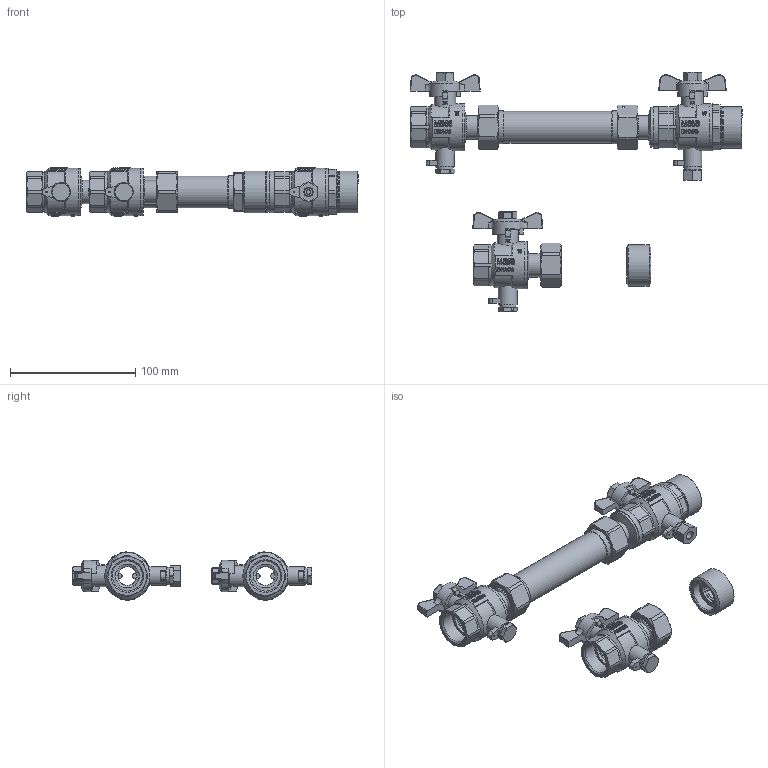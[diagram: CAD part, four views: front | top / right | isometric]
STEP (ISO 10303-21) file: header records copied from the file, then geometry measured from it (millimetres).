
FILE_DESCRIPTION(/* description */ ('Unknown'),/* implementation_level */ '2;1');
FILE_NAME(/* name */ '80230030',/* time_stamp */ '2023-07-12T12:00:08+02:00',/* author */ ('Unknown'),/* organization */ ('Unknown'),/* preprocessor_version */ 'ST-DEVELOPER v18.102',/* originating_system */ 'Solid Edge',/* authorisation */ 'Unknown');
FILE_SCHEMA (('AUTOMOTIVE_DESIGN {1 0 10303 214 3 1 1}'));
Length unit declared in the file: millimetre
Products named in the file (52): 80230030; nippel-110-red; 722-55; 722-55-Einschraubteil-co; Einschraubteil; 97000077_24x15x2 - 3_4; sperring; Überwurfmutter_3_4; B1; F-griff.1; M8-1_2-3_4.1; Kvrper-co; Körper_; Dichtung_0; Kugel; Kugeldichtung; Schtaube; Spindel-co; Stopfbuchse; Spindel; Spindeldichtung; 725_55; StoppRing; Speerring; Dichtung; Stütze; Überwurfmutter; O-Ring; 711-56_Adapter f黵 Kapilarleitung; 711-56-Einschraubteil; dichtung; 711-Spindel; spindeldichtung; o-ring; stopfbuchse; Adapter f. Kapilarleitung 1_16; Fl_gel-Griff-co; 600-1_4-3_4-Fl_gelgriff; 600-1_2-Mutter-Fl-G; 722_55 ...
Assembly tree (57 placements, depth 4):
  80230030
    nippel-110-red
    722-55
      722-55-Einschraubteil-co
        Einschraubteil
        97000077_24x15x2 - 3_4
        sperring
        Überwurfmutter_3_4
      B1
        F-griff.1
        M8-1_2-3_4.1
      Kvrper-co
        Körper_
        Dichtung_0
        Kugel
        Kugeldichtung  x2
        Schtaube
      Spindel-co
        Stopfbuchse
        Spindel
        Spindeldichtung
    725_55
      StoppRing
      Speerring
      Dichtung
      Stütze
      Überwurfmutter
      O-Ring
    Dichtung
    711-56_Adapter f黵 Kapilarleitung
      711-56-Einschraubteil
      Körper_
      dichtung
      711-Spindel
        spindeldichtung
        o-ring
        stopfbuchse
        Spindel
      Adapter f. Kapilarleitung 1_16
      Fl_gel-Griff-co
        600-1_4-3_4-Fl_gelgriff
        600-1_2-Mutter-Fl-G
    722_55
      Überwurfmutter_3_4
      Einschraubteil_722_55
      Körper
      Speerring
      M8
      Dichtung_0
      Flügelgriff 1_4 - 3_4
      97000077-3_4
      Schraube
      Stopfbuchse_
      Spindel_
    98000728-56_IG3_4 x AG1.mit Dichtung
      97000077-3_4
      98000728-56_IG3_4 x AG1
Bounding box: 264.85 x 190.7 x 38.39 mm (x, y, z)
Volume: 175237.7 mm3; surface area: 125309.3 mm2
Topology: 46 solids, 46 shells, 3722 faces, 10252 edges, 6797 vertices
Faces by surface type: plane 2951, cylinder 477, cone 217, bspline 40, sphere 23, torus 14
Full cylindrical faces by diameter (mm): 1.5 x4, 3.5 x1, 5 x2, 5.9 x3, 6.561 x1, 6.6 x2, 6.647 x1, 6.7 x2, 6.75 x2, 8.9 x2, 8.92 x3, 9 x9, 9.1 x3, 10 x7, 10.5 x3, 11 x3, 12 x3, 12.4 x1, 12.5 x4, 13 x2, 14 x4, 15 x8, 16 x6, 17 x3, 18.5 x3, 18.6 x3, 19 x7, 19.05 x1, 20 x1, 21.6 x3
Entity records: 99311 total; most frequent: CARTESIAN_POINT 26941, DIRECTION 15934, ORIENTED_EDGE 14190, EDGE_CURVE 7095, AXIS2_PLACEMENT_3D 6573, VERTEX_POINT 4839, FACE_BOUND 3156, EDGE_LOOP 3152
